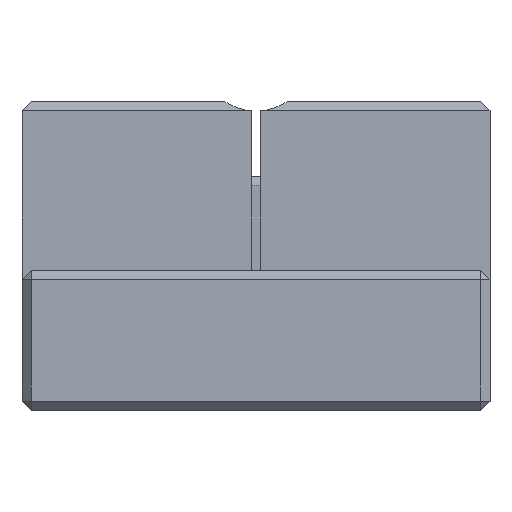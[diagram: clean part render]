
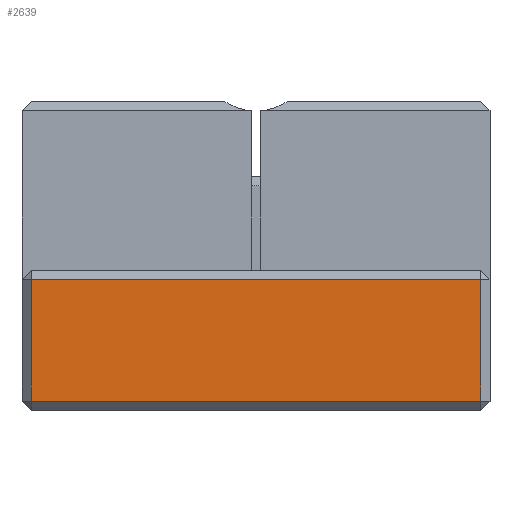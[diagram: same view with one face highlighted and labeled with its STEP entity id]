
A CAD part, front view. The second image highlights one B-rep face of the part: STEP entity #2639.
In plain terms, the highlighted planar face has unit normal (0, -1, 0).
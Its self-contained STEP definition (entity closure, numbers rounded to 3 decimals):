
#1972 = VERTEX_POINT('',#1973);
#1973 = CARTESIAN_POINT('',(-24.,-75.,-1.));
#1981 = VERTEX_POINT('',#1982);
#1982 = CARTESIAN_POINT('',(-24.,-75.,-14.));
#1988 = EDGE_CURVE('',#1972,#1981,#1989,.T.);
#1989 = LINE('',#1990,#1991);
#1990 = CARTESIAN_POINT('',(-24.,-75.,0.));
#1991 = VECTOR('',#1992,1.);
#1992 = DIRECTION('',(-0.,-0.,-1.));
#2311 = VERTEX_POINT('',#2312);
#2312 = CARTESIAN_POINT('',(24.,-75.,-1.));
#2318 = EDGE_CURVE('',#2311,#2319,#2321,.T.);
#2319 = VERTEX_POINT('',#2320);
#2320 = CARTESIAN_POINT('',(24.,-75.,-14.));
#2321 = LINE('',#2322,#2323);
#2322 = CARTESIAN_POINT('',(24.,-75.,0.));
#2323 = VECTOR('',#2324,1.);
#2324 = DIRECTION('',(-0.,-0.,-1.));
#2639 = ADVANCED_FACE('',(#2640),#2656,.T.);
#2640 = FACE_BOUND('',#2641,.T.);
#2641 = EDGE_LOOP('',(#2642,#2643,#2649,#2650));
#2642 = ORIENTED_EDGE('',*,*,#1988,.T.);
#2643 = ORIENTED_EDGE('',*,*,#2644,.T.);
#2644 = EDGE_CURVE('',#1981,#2319,#2645,.T.);
#2645 = LINE('',#2646,#2647);
#2646 = CARTESIAN_POINT('',(-25.,-75.,-14.));
#2647 = VECTOR('',#2648,1.);
#2648 = DIRECTION('',(1.,0.,0.));
#2649 = ORIENTED_EDGE('',*,*,#2318,.F.);
#2650 = ORIENTED_EDGE('',*,*,#2651,.F.);
#2651 = EDGE_CURVE('',#1972,#2311,#2652,.T.);
#2652 = LINE('',#2653,#2654);
#2653 = CARTESIAN_POINT('',(-25.,-75.,-1.));
#2654 = VECTOR('',#2655,1.);
#2655 = DIRECTION('',(1.,0.,0.));
#2656 = PLANE('',#2657);
#2657 = AXIS2_PLACEMENT_3D('',#2658,#2659,#2660);
#2658 = CARTESIAN_POINT('',(-25.,-75.,0.));
#2659 = DIRECTION('',(0.,-1.,0.));
#2660 = DIRECTION('',(1.,0.,0.));
